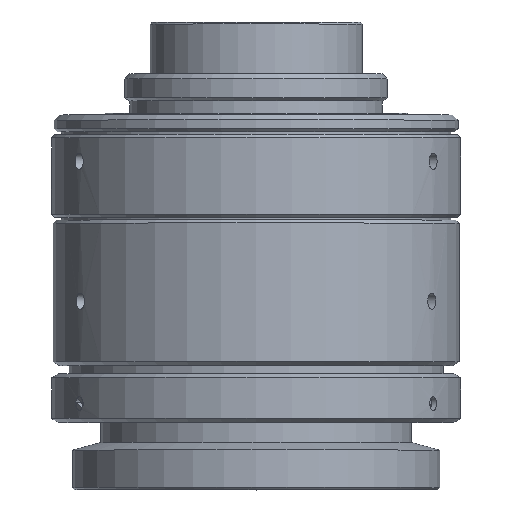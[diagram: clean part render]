
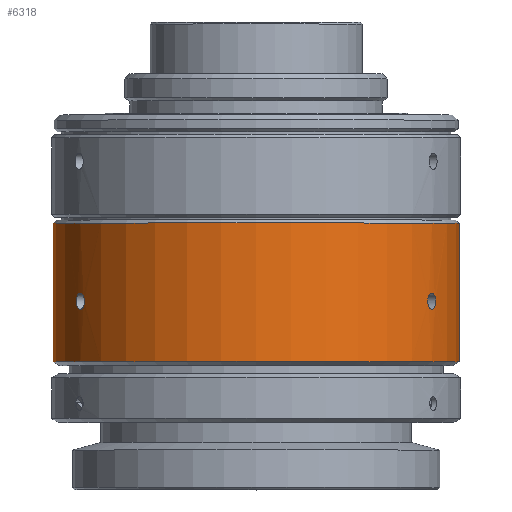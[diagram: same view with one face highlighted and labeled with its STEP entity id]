
A CAD part, top view. The second image highlights one B-rep face of the part: STEP entity #6318.
In plain terms, the highlighted cylindrical face has radius 19.6 mm (diameter 39.2 mm), a full revolution.
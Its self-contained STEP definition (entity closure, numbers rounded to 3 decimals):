
#942=CIRCLE('',#6747,19.6);
#943=CIRCLE('',#6749,19.6);
#2170=ORIENTED_EDGE('',*,*,#2757,.T.);
#2171=ORIENTED_EDGE('',*,*,#2759,.T.);
#2172=ORIENTED_EDGE('',*,*,#2758,.T.);
#2173=ORIENTED_EDGE('',*,*,#2756,.T.);
#2174=ORIENTED_EDGE('',*,*,#2755,.T.);
#2175=ORIENTED_EDGE('',*,*,#2754,.T.);
#2754=EDGE_CURVE('',#3171,#3171,#942,.T.);
#2755=EDGE_CURVE('',#3172,#3172,#943,.T.);
#2756=EDGE_CURVE('',#3173,#3173,#3218,.T.);
#2757=EDGE_CURVE('',#3174,#3174,#3219,.T.);
#2758=EDGE_CURVE('',#3175,#3175,#3220,.T.);
#2759=EDGE_CURVE('',#3176,#3176,#3221,.T.);
#3171=VERTEX_POINT('',#9334);
#3172=VERTEX_POINT('',#9337);
#3173=VERTEX_POINT('',#9350);
#3174=VERTEX_POINT('',#9363);
#3175=VERTEX_POINT('',#9376);
#3176=VERTEX_POINT('',#9389);
#3218=B_SPLINE_CURVE_WITH_KNOTS('',3,(#9339,#9340,#9341,#9342,#9343,#9344,
#9345,#9346,#9347,#9348,#9349),.UNSPECIFIED.,.T.,.F.,(1,1,1,1,1,1,1,1,1,
1,1,1,1,1,1),(-0.002,-0.002,-0.001,
0.,0.001,0.002,0.002,0.003,
0.004,0.005,0.005,0.006,
0.007,0.008,0.009),
 .UNSPECIFIED.);
#3219=B_SPLINE_CURVE_WITH_KNOTS('',3,(#9352,#9353,#9354,#9355,#9356,#9357,
#9358,#9359,#9360,#9361,#9362),.UNSPECIFIED.,.T.,.F.,(1,1,1,1,1,1,1,1,1,
1,1,1,1,1,1),(-0.002,-0.001,-0.001,
0.,0.001,0.001,0.002,0.002,
0.003,0.004,0.004,0.005,
0.006,0.006,0.007),
 .UNSPECIFIED.);
#3220=B_SPLINE_CURVE_WITH_KNOTS('',3,(#9365,#9366,#9367,#9368,#9369,#9370,
#9371,#9372,#9373,#9374,#9375),.UNSPECIFIED.,.T.,.F.,(1,1,1,1,1,1,1,1,1,
1,1,1,1,1,1),(-0.003,-0.002,-0.001,
0.,0.001,0.002,0.003,0.004,
0.005,0.007,0.008,0.009,
0.01,0.011,0.012),.UNSPECIFIED.);
#3221=B_SPLINE_CURVE_WITH_KNOTS('',3,(#9378,#9379,#9380,#9381,#9382,#9383,
#9384,#9385,#9386,#9387,#9388),.UNSPECIFIED.,.T.,.F.,(1,1,1,1,1,1,1,1,1,
1,1,1,1,1,1),(-0.002,-0.001,-0.001,
0.,0.001,0.001,0.002,0.002,
0.003,0.004,0.004,0.005,
0.006,0.006,0.007),
 .UNSPECIFIED.);
#3609=EDGE_LOOP('',(#2170));
#3610=EDGE_LOOP('',(#2171));
#3611=EDGE_LOOP('',(#2172));
#3612=EDGE_LOOP('',(#2173));
#3613=EDGE_LOOP('',(#2174));
#3614=EDGE_LOOP('',(#2175));
#4019=FACE_BOUND('',#3609,.T.);
#4020=FACE_BOUND('',#3610,.T.);
#4021=FACE_BOUND('',#3611,.T.);
#4022=FACE_BOUND('',#3612,.T.);
#4023=FACE_BOUND('',#3613,.T.);
#4024=FACE_BOUND('',#3614,.T.);
#4114=CYLINDRICAL_SURFACE('',#6754,19.6);
#6318=ADVANCED_FACE('',(#4019,#4020,#4021,#4022,#4023,#4024),#4114,.T.);
#6747=AXIS2_PLACEMENT_3D('',#9333,#7936,#7937);
#6749=AXIS2_PLACEMENT_3D('',#9336,#7940,#7941);
#6754=AXIS2_PLACEMENT_3D('',#9390,#7950,#7951);
#7936=DIRECTION('',(0.,-1.,0.));
#7937=DIRECTION('',(0.,0.,1.));
#7940=DIRECTION('',(0.,1.,0.));
#7941=DIRECTION('',(0.,0.,1.));
#7950=DIRECTION('',(0.,1.,0.));
#7951=DIRECTION('',(0.,0.,1.));
#9333=CARTESIAN_POINT('',(0.,-28.15,0.));
#9334=CARTESIAN_POINT('',(0.,-28.15,19.6));
#9336=CARTESIAN_POINT('',(0.,-41.53,0.));
#9337=CARTESIAN_POINT('',(0.,-41.53,19.6));
#9339=CARTESIAN_POINT('',(-0.779,-34.923,-19.587));
#9340=CARTESIAN_POINT('',(-1.104,-35.708,-19.568));
#9341=CARTESIAN_POINT('',(-0.779,-36.491,-19.587));
#9342=CARTESIAN_POINT('',(0.003,-36.815,-19.606));
#9343=CARTESIAN_POINT('',(0.788,-36.491,-19.587));
#9344=CARTESIAN_POINT('',(1.112,-35.707,-19.568));
#9345=CARTESIAN_POINT('',(0.789,-34.925,-19.587));
#9346=CARTESIAN_POINT('',(0.005,-34.599,-19.606));
#9347=CARTESIAN_POINT('',(-0.779,-34.923,-19.587));
#9348=CARTESIAN_POINT('',(-1.104,-35.708,-19.568));
#9349=CARTESIAN_POINT('',(-0.779,-36.491,-19.587));
#9350=CARTESIAN_POINT('',(-0.996,-35.707,-19.575));
#9352=CARTESIAN_POINT('',(-16.661,-35.091,10.327));
#9353=CARTESIAN_POINT('',(-16.523,-35.706,10.542));
#9354=CARTESIAN_POINT('',(-16.66,-36.32,10.328));
#9355=CARTESIAN_POINT('',(-16.977,-36.574,9.803));
#9356=CARTESIAN_POINT('',(-17.274,-36.32,9.265));
#9357=CARTESIAN_POINT('',(-17.391,-35.706,9.038));
#9358=CARTESIAN_POINT('',(-17.275,-35.093,9.264));
#9359=CARTESIAN_POINT('',(-16.978,-34.837,9.801));
#9360=CARTESIAN_POINT('',(-16.661,-35.091,10.327));
#9361=CARTESIAN_POINT('',(-16.523,-35.706,10.542));
#9362=CARTESIAN_POINT('',(-16.66,-36.32,10.328));
#9363=CARTESIAN_POINT('',(-16.569,-35.706,10.471));
#9365=CARTESIAN_POINT('',(-1.096,-38.307,-19.575));
#9366=CARTESIAN_POINT('',(-1.552,-39.406,-19.537));
#9367=CARTESIAN_POINT('',(-1.097,-40.503,-19.575));
#9368=CARTESIAN_POINT('',(-0.001,-40.957,-19.612));
#9369=CARTESIAN_POINT('',(1.097,-40.503,-19.575));
#9370=CARTESIAN_POINT('',(1.551,-39.406,-19.537));
#9371=CARTESIAN_POINT('',(1.098,-38.31,-19.575));
#9372=CARTESIAN_POINT('',(0.002,-37.854,-19.613));
#9373=CARTESIAN_POINT('',(-1.096,-38.307,-19.575));
#9374=CARTESIAN_POINT('',(-1.552,-39.406,-19.537));
#9375=CARTESIAN_POINT('',(-1.097,-40.503,-19.575));
#9376=CARTESIAN_POINT('',(-1.4,-39.406,-19.55));
#9378=CARTESIAN_POINT('',(16.661,-36.32,10.327));
#9379=CARTESIAN_POINT('',(16.523,-35.706,10.542));
#9380=CARTESIAN_POINT('',(16.66,-35.092,10.328));
#9381=CARTESIAN_POINT('',(16.977,-34.838,9.803));
#9382=CARTESIAN_POINT('',(17.274,-35.091,9.265));
#9383=CARTESIAN_POINT('',(17.391,-35.706,9.038));
#9384=CARTESIAN_POINT('',(17.275,-36.319,9.264));
#9385=CARTESIAN_POINT('',(16.978,-36.574,9.801));
#9386=CARTESIAN_POINT('',(16.661,-36.32,10.327));
#9387=CARTESIAN_POINT('',(16.523,-35.706,10.542));
#9388=CARTESIAN_POINT('',(16.66,-35.092,10.328));
#9389=CARTESIAN_POINT('',(16.569,-35.706,10.471));
#9390=CARTESIAN_POINT('',(0.,-48.602,0.));
